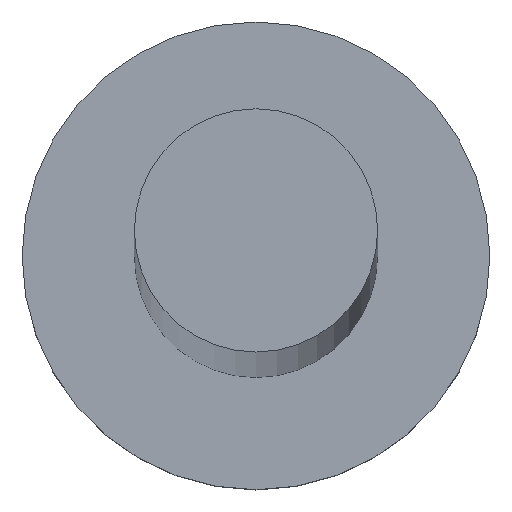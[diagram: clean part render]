
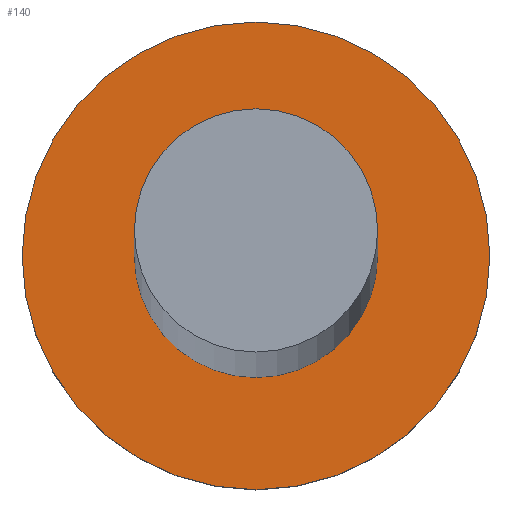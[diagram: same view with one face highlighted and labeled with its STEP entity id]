
A CAD part, top view. The second image highlights one B-rep face of the part: STEP entity #140.
In plain terms, the highlighted planar face has unit normal (0, 0, 1).
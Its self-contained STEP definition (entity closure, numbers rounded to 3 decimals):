
#7 = ORIENTED_EDGE ( 'NONE', *, *, #195, .F. ) ;
#9 = DIRECTION ( 'NONE',  ( 1., 0., 0. ) ) ;
#18 = VERTEX_POINT ( 'NONE', #51 ) ;
#20 = EDGE_CURVE ( 'NONE', #235, #137, #42, .T. ) ;
#22 = AXIS2_PLACEMENT_3D ( 'NONE', #245, #106, #39 ) ;
#23 = VERTEX_POINT ( 'NONE', #186 ) ;
#32 = DIRECTION ( 'NONE',  ( 0., 0., 1. ) ) ;
#35 = EDGE_CURVE ( 'NONE', #18, #23, #116, .T. ) ;
#37 = PLANE ( 'NONE',  #22 ) ;
#39 = DIRECTION ( 'NONE',  ( 1., 0., 0. ) ) ;
#42 = CIRCLE ( 'NONE', #94, 2.6 ) ;
#46 = CIRCLE ( 'NONE', #205, 5. ) ;
#51 = CARTESIAN_POINT ( 'NONE',  ( -5., 0., 3. ) ) ;
#53 = DIRECTION ( 'NONE',  ( 1., 0., 0. ) ) ;
#59 = CARTESIAN_POINT ( 'NONE',  ( 0., 0., 3. ) ) ;
#61 = CARTESIAN_POINT ( 'NONE',  ( 0., 0., 3. ) ) ;
#82 = EDGE_LOOP ( 'NONE', ( #159, #153 ) ) ;
#93 = AXIS2_PLACEMENT_3D ( 'NONE', #59, #128, #206 ) ;
#94 = AXIS2_PLACEMENT_3D ( 'NONE', #118, #32, #53 ) ;
#106 = DIRECTION ( 'NONE',  ( 0., 0., 1. ) ) ;
#109 = DIRECTION ( 'NONE',  ( 1., 0., 0. ) ) ;
#116 = CIRCLE ( 'NONE', #123, 5. ) ;
#118 = CARTESIAN_POINT ( 'NONE',  ( 0., 0., 3. ) ) ;
#123 = AXIS2_PLACEMENT_3D ( 'NONE', #144, #127, #9 ) ;
#127 = DIRECTION ( 'NONE',  ( 0., 0., 1. ) ) ;
#128 = DIRECTION ( 'NONE',  ( 0., 0., 1. ) ) ;
#129 = DIRECTION ( 'NONE',  ( 0., 0., 1. ) ) ;
#130 = ORIENTED_EDGE ( 'NONE', *, *, #20, .F. ) ;
#131 = EDGE_LOOP ( 'NONE', ( #7, #130 ) ) ;
#137 = VERTEX_POINT ( 'NONE', #138 ) ;
#138 = CARTESIAN_POINT ( 'NONE',  ( -2.6, 0., 3. ) ) ;
#140 = ADVANCED_FACE ( 'NONE', ( #203, #204 ), #37, .T. ) ;
#144 = CARTESIAN_POINT ( 'NONE',  ( 0., 0., 3. ) ) ;
#153 = ORIENTED_EDGE ( 'NONE', *, *, #246, .T. ) ;
#159 = ORIENTED_EDGE ( 'NONE', *, *, #35, .T. ) ;
#186 = CARTESIAN_POINT ( 'NONE',  ( 5., 0., 3. ) ) ;
#195 = EDGE_CURVE ( 'NONE', #137, #235, #200, .T. ) ;
#200 = CIRCLE ( 'NONE', #93, 2.6 ) ;
#203 = FACE_BOUND ( 'NONE', #131, .T. ) ;
#204 = FACE_OUTER_BOUND ( 'NONE', #82, .T. ) ;
#205 = AXIS2_PLACEMENT_3D ( 'NONE', #61, #129, #109 ) ;
#206 = DIRECTION ( 'NONE',  ( 1., 0., 0. ) ) ;
#235 = VERTEX_POINT ( 'NONE', #252 ) ;
#245 = CARTESIAN_POINT ( 'NONE',  ( 0., 0., 3. ) ) ;
#246 = EDGE_CURVE ( 'NONE', #23, #18, #46, .T. ) ;
#252 = CARTESIAN_POINT ( 'NONE',  ( 2.6, 0., 3. ) ) ;
